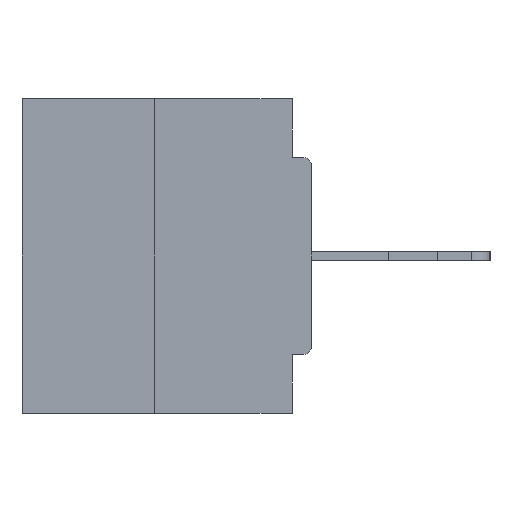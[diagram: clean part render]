
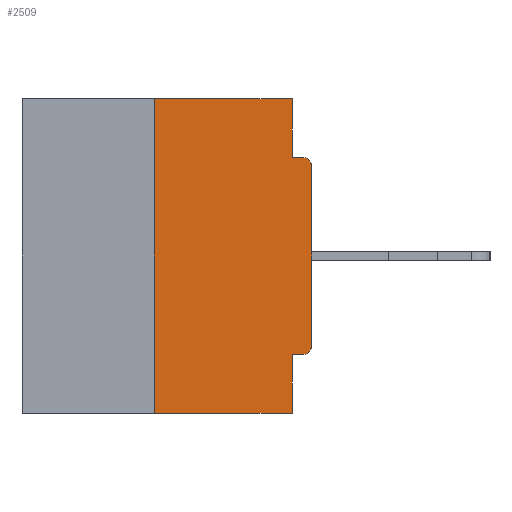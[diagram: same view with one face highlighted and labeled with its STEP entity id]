
A CAD part, left-side view. The second image highlights one B-rep face of the part: STEP entity #2509.
In plain terms, the highlighted planar face has unit normal (-1, 0, 0).
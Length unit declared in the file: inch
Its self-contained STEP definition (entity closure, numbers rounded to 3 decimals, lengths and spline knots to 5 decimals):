
#180 = ORIENTED_EDGE ( 'NONE', *, *, #429, .F. ) ;
#423 = LINE ( 'NONE', #20001, #19497 ) ;
#429 = EDGE_CURVE ( 'NONE', #28594, #31567, #12814, .T. ) ;
#604 = CARTESIAN_POINT ( 'NONE',  ( 0., 0.25, 0. ) ) ;
#951 = EDGE_CURVE ( 'NONE', #14051, #21351, #30804, .T. ) ;
#1566 = VECTOR ( 'NONE', #5434, 39.37008 ) ;
#1577 = CARTESIAN_POINT ( 'NONE',  ( 0., 0.031, -0.4065 ) ) ;
#2509 = ADVANCED_FACE ( 'NONE', ( #5668 ), #27813, .F. ) ;
#2638 = EDGE_CURVE ( 'NONE', #31567, #14536, #14183, .T. ) ;
#2819 = EDGE_CURVE ( 'NONE', #16474, #14051, #14659, .T. ) ;
#2894 = EDGE_CURVE ( 'NONE', #20502, #12890, #10939, .T. ) ;
#3025 = CARTESIAN_POINT ( 'NONE',  ( 0., 0.46, -0.5 ) ) ;
#3530 = ORIENTED_EDGE ( 'NONE', *, *, #2638, .F. ) ;
#4262 = DIRECTION ( 'NONE',  ( 0., 0., -1. ) ) ;
#4595 = CARTESIAN_POINT ( 'NONE',  ( 0., 0.031, -0.5 ) ) ;
#4837 = VERTEX_POINT ( 'NONE', #26916 ) ;
#5221 = EDGE_CURVE ( 'NONE', #12890, #22391, #12282, .T. ) ;
#5434 = DIRECTION ( 'NONE',  ( 0., -1., 0. ) ) ;
#5668 = FACE_OUTER_BOUND ( 'NONE', #7561, .T. ) ;
#5829 = ORIENTED_EDGE ( 'NONE', *, *, #24458, .T. ) ;
#5952 = DIRECTION ( 'NONE',  ( 0., 1., 0. ) ) ;
#6934 = ORIENTED_EDGE ( 'NONE', *, *, #28794, .F. ) ;
#7533 = CARTESIAN_POINT ( 'NONE',  ( 0., 0., -0.0935 ) ) ;
#7561 = EDGE_LOOP ( 'NONE', ( #3530, #180, #5829, #23273, #31332, #21061, #28437, #13376, #6934, #27801 ) ) ;
#7772 = CARTESIAN_POINT ( 'NONE',  ( 0., 0.015, -0.0935 ) ) ;
#8563 = EDGE_CURVE ( 'NONE', #14536, #4837, #423, .T. ) ;
#9797 = DIRECTION ( 'NONE',  ( 0., -1., 0. ) ) ;
#10647 = DIRECTION ( 'NONE',  ( 1., 0., 0. ) ) ;
#10939 = LINE ( 'NONE', #22974, #15284 ) ;
#12282 = LINE ( 'NONE', #14540, #19391 ) ;
#12814 = LINE ( 'NONE', #604, #15828 ) ;
#12890 = VERTEX_POINT ( 'NONE', #1577 ) ;
#13101 = CIRCLE ( 'NONE', #19242, 0.015 ) ;
#13376 = ORIENTED_EDGE ( 'NONE', *, *, #951, .T. ) ;
#13406 = CARTESIAN_POINT ( 'NONE',  ( 0., 0.015, -0.1085 ) ) ;
#13719 = DIRECTION ( 'NONE',  ( -1., 0., 0. ) ) ;
#13741 = CARTESIAN_POINT ( 'NONE',  ( 0., 0.015, -0.3915 ) ) ;
#14019 = DIRECTION ( 'NONE',  ( 0., -1., 0. ) ) ;
#14051 = VERTEX_POINT ( 'NONE', #27466 ) ;
#14183 = LINE ( 'NONE', #18989, #14444 ) ;
#14314 = CARTESIAN_POINT ( 'NONE',  ( 0., 0.25, -0.5 ) ) ;
#14444 = VECTOR ( 'NONE', #14019, 39.37008 ) ;
#14536 = VERTEX_POINT ( 'NONE', #20650 ) ;
#14540 = CARTESIAN_POINT ( 'NONE',  ( 0., 0.031, -0.5 ) ) ;
#14659 = LINE ( 'NONE', #19611, #18157 ) ;
#15279 = DIRECTION ( 'NONE',  ( 0., 0., 1. ) ) ;
#15284 = VECTOR ( 'NONE', #5952, 39.37008 ) ;
#15828 = VECTOR ( 'NONE', #27711, 39.37008 ) ;
#16474 = VERTEX_POINT ( 'NONE', #17860 ) ;
#16992 = AXIS2_PLACEMENT_3D ( 'NONE', #13406, #13719, #22886 ) ;
#17452 = EDGE_CURVE ( 'NONE', #20502, #16474, #13101, .T. ) ;
#17510 = CARTESIAN_POINT ( 'NONE',  ( 0., 0.015, -0.4065 ) ) ;
#17860 = CARTESIAN_POINT ( 'NONE',  ( 0., 0., -0.3915 ) ) ;
#18157 = VECTOR ( 'NONE', #15279, 39.37008 ) ;
#18303 = LINE ( 'NONE', #3025, #1566 ) ;
#18989 = CARTESIAN_POINT ( 'NONE',  ( 0., 0.46, 0. ) ) ;
#19242 = AXIS2_PLACEMENT_3D ( 'NONE', #13741, #26855, #28661 ) ;
#19391 = VECTOR ( 'NONE', #4262, 39.37008 ) ;
#19497 = VECTOR ( 'NONE', #27068, 39.37008 ) ;
#19611 = CARTESIAN_POINT ( 'NONE',  ( 0., 0., 0. ) ) ;
#20001 = CARTESIAN_POINT ( 'NONE',  ( 0., 0.031, 0. ) ) ;
#20427 = DIRECTION ( 'NONE',  ( 0., 0., -1. ) ) ;
#20502 = VERTEX_POINT ( 'NONE', #17510 ) ;
#20650 = CARTESIAN_POINT ( 'NONE',  ( 0., 0.031, 0. ) ) ;
#21061 = ORIENTED_EDGE ( 'NONE', *, *, #17452, .T. ) ;
#21351 = VERTEX_POINT ( 'NONE', #7772 ) ;
#22391 = VERTEX_POINT ( 'NONE', #4595 ) ;
#22423 = CARTESIAN_POINT ( 'NONE',  ( 0., 0.25, 0. ) ) ;
#22886 = DIRECTION ( 'NONE',  ( 0., 0., -1. ) ) ;
#22974 = CARTESIAN_POINT ( 'NONE',  ( 0., 0., -0.4065 ) ) ;
#23273 = ORIENTED_EDGE ( 'NONE', *, *, #5221, .F. ) ;
#24458 = EDGE_CURVE ( 'NONE', #28594, #22391, #18303, .T. ) ;
#24567 = LINE ( 'NONE', #7533, #27721 ) ;
#25259 = CARTESIAN_POINT ( 'NONE',  ( 0., 0.46, 0. ) ) ;
#26855 = DIRECTION ( 'NONE',  ( -1., 0., 0. ) ) ;
#26916 = CARTESIAN_POINT ( 'NONE',  ( 0., 0.031, -0.0935 ) ) ;
#27068 = DIRECTION ( 'NONE',  ( 0., 0., -1. ) ) ;
#27466 = CARTESIAN_POINT ( 'NONE',  ( 0., 0., -0.1085 ) ) ;
#27711 = DIRECTION ( 'NONE',  ( 0., 0., 1. ) ) ;
#27721 = VECTOR ( 'NONE', #9797, 39.37008 ) ;
#27801 = ORIENTED_EDGE ( 'NONE', *, *, #8563, .F. ) ;
#27813 = PLANE ( 'NONE',  #29797 ) ;
#28437 = ORIENTED_EDGE ( 'NONE', *, *, #2819, .T. ) ;
#28594 = VERTEX_POINT ( 'NONE', #14314 ) ;
#28661 = DIRECTION ( 'NONE',  ( 0., 0., -1. ) ) ;
#28794 = EDGE_CURVE ( 'NONE', #4837, #21351, #24567, .T. ) ;
#29797 = AXIS2_PLACEMENT_3D ( 'NONE', #25259, #10647, #20427 ) ;
#30804 = CIRCLE ( 'NONE', #16992, 0.015 ) ;
#31332 = ORIENTED_EDGE ( 'NONE', *, *, #2894, .F. ) ;
#31567 = VERTEX_POINT ( 'NONE', #22423 ) ;
